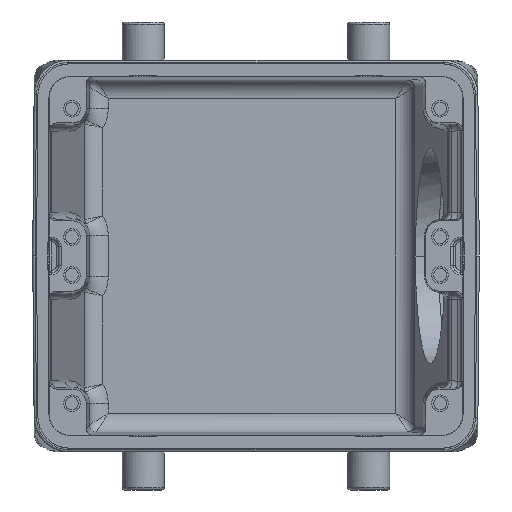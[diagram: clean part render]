
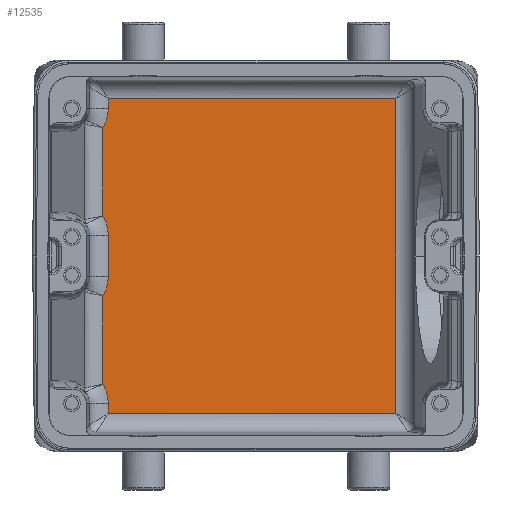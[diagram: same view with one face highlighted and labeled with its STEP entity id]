
A CAD part, front view. The second image highlights one B-rep face of the part: STEP entity #12535.
In plain terms, the highlighted planar face has unit normal (0, -1, 0).
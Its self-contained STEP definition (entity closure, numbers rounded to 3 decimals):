
#2689=DIRECTION('',(0.,0.,-1.));
#2690=VECTOR('',#2689,8.8);
#2691=CARTESIAN_POINT('',(-31.104,40.,4.4));
#2692=LINE('',#2691,#2690);
#3120=DIRECTION('',(1.,0.,0.));
#3121=VECTOR('',#3120,60.552);
#3122=CARTESIAN_POINT('',(-31.104,40.,-33.104));
#3123=LINE('',#3122,#3121);
#3155=DIRECTION('',(0.,0.,-1.));
#3156=VECTOR('',#3155,2.104);
#3157=CARTESIAN_POINT('',(-31.104,40.,-31.));
#3158=LINE('',#3157,#3156);
#3226=DIRECTION('',(0.,0.,-1.));
#3227=VECTOR('',#3226,18.63);
#3228=CARTESIAN_POINT('',(-32.225,40.,-8.385));
#3229=LINE('',#3228,#3227);
#3230=CARTESIAN_POINT('',(-38.75,40.,-31.));
#3231=DIRECTION('',(0.,-1.,0.));
#3232=DIRECTION('',(1.,0.,0.));
#3233=AXIS2_PLACEMENT_3D('',#3230,#3231,#3232);
#3235=CARTESIAN_POINT('',(-38.75,40.,-4.4));
#3236=DIRECTION('',(0.,-1.,0.));
#3237=DIRECTION('',(0.853,0.,-0.521));
#3238=AXIS2_PLACEMENT_3D('',#3235,#3236,#3237);
#3240=CARTESIAN_POINT('',(-38.75,40.,4.4));
#3241=DIRECTION('',(0.,-1.,0.));
#3242=DIRECTION('',(1.,0.,0.));
#3243=AXIS2_PLACEMENT_3D('',#3240,#3241,#3242);
#3245=CARTESIAN_POINT('',(-38.75,40.,31.));
#3246=DIRECTION('',(0.,-1.,0.));
#3247=DIRECTION('',(0.853,0.,-0.521));
#3248=AXIS2_PLACEMENT_3D('',#3245,#3246,#3247);
#3265=DIRECTION('',(-1.,0.,0.));
#3266=VECTOR('',#3265,60.552);
#3267=CARTESIAN_POINT('',(29.448,40.,33.104));
#3268=LINE('',#3267,#3266);
#3298=DIRECTION('',(0.,0.,1.));
#3299=VECTOR('',#3298,66.208);
#3300=CARTESIAN_POINT('',(29.448,40.,-33.104));
#3301=LINE('',#3300,#3299);
#3667=DIRECTION('',(0.,0.,-1.));
#3668=VECTOR('',#3667,2.104);
#3669=CARTESIAN_POINT('',(-31.104,40.,33.104));
#3670=LINE('',#3669,#3668);
#3704=CARTESIAN_POINT('',(-32.225,40.,27.015));
#3818=CARTESIAN_POINT('',(-32.225,40.,8.385));
#3842=DIRECTION('',(0.,0.,-1.));
#3843=VECTOR('',#3842,18.63);
#3844=CARTESIAN_POINT('',(-32.225,40.,27.015));
#3845=LINE('',#3844,#3843);
#7539=VERTEX_POINT('',#3704);
#7540=CARTESIAN_POINT('',(-31.104,40.,31.));
#7541=VERTEX_POINT('',#7540);
#7542=VERTEX_POINT('',#3818);
#7544=CARTESIAN_POINT('',(-31.104,40.,4.4));
#7545=VERTEX_POINT('',#7544);
#7546=CARTESIAN_POINT('',(29.448,40.,33.104));
#7547=CARTESIAN_POINT('',(-31.104,40.,33.104));
#7548=VERTEX_POINT('',#7546);
#7549=VERTEX_POINT('',#7547);
#7550=CARTESIAN_POINT('',(29.448,40.,-33.104));
#7551=VERTEX_POINT('',#7550);
#7552=CARTESIAN_POINT('',(-31.104,40.,-33.104));
#7553=VERTEX_POINT('',#7552);
#7554=CARTESIAN_POINT('',(-31.104,40.,-31.));
#7555=VERTEX_POINT('',#7554);
#7556=CARTESIAN_POINT('',(-32.225,40.,-27.015));
#7557=VERTEX_POINT('',#7556);
#7558=CARTESIAN_POINT('',(-32.225,40.,-8.385));
#7559=VERTEX_POINT('',#7558);
#7560=CARTESIAN_POINT('',(-31.104,40.,-4.4));
#7561=VERTEX_POINT('',#7560);
#12510=CARTESIAN_POINT('',(32.925,40.,-37.75));
#12511=DIRECTION('',(0.,1.,0.));
#12512=DIRECTION('',(-1.,0.,0.));
#12513=AXIS2_PLACEMENT_3D('',#12510,#12511,#12512);
#12514=PLANE('',#12513);
#12516=ORIENTED_EDGE('',*,*,#12515,.F.);
#12518=ORIENTED_EDGE('',*,*,#12517,.F.);
#12519=ORIENTED_EDGE('',*,*,#12268,.F.);
#12520=ORIENTED_EDGE('',*,*,#12391,.F.);
#12521=ORIENTED_EDGE('',*,*,#12407,.T.);
#12522=ORIENTED_EDGE('',*,*,#12505,.F.);
#12523=ORIENTED_EDGE('',*,*,#11575,.T.);
#12524=ORIENTED_EDGE('',*,*,#11558,.F.);
#12526=ORIENTED_EDGE('',*,*,#12525,.T.);
#12528=ORIENTED_EDGE('',*,*,#12527,.F.);
#12530=ORIENTED_EDGE('',*,*,#12529,.T.);
#12532=ORIENTED_EDGE('',*,*,#12531,.F.);
#12533=EDGE_LOOP('',(#12516,#12518,#12519,#12520,#12521,#12522,#12523,#12524,
#12526,#12528,#12530,#12532));
#12534=FACE_OUTER_BOUND('',#12533,.F.);
#12535=ADVANCED_FACE('',(#12534),#12514,.F.);
#3234=CIRCLE('',#3233,7.646);
#3239=CIRCLE('',#3238,7.646);
#3244=CIRCLE('',#3243,7.646);
#3249=CIRCLE('',#3248,7.646);
#11558=EDGE_CURVE('',#7545,#7561,#2692,.T.);
#11575=EDGE_CURVE('',#7559,#7561,#3239,.T.);
#12268=EDGE_CURVE('',#7553,#7551,#3123,.T.);
#12391=EDGE_CURVE('',#7555,#7553,#3158,.T.);
#12407=EDGE_CURVE('',#7555,#7557,#3234,.T.);
#12505=EDGE_CURVE('',#7559,#7557,#3229,.T.);
#12515=EDGE_CURVE('',#7548,#7549,#3268,.T.);
#12517=EDGE_CURVE('',#7551,#7548,#3301,.T.);
#12525=EDGE_CURVE('',#7545,#7542,#3244,.T.);
#12527=EDGE_CURVE('',#7539,#7542,#3845,.T.);
#12529=EDGE_CURVE('',#7539,#7541,#3249,.T.);
#12531=EDGE_CURVE('',#7549,#7541,#3670,.T.);
